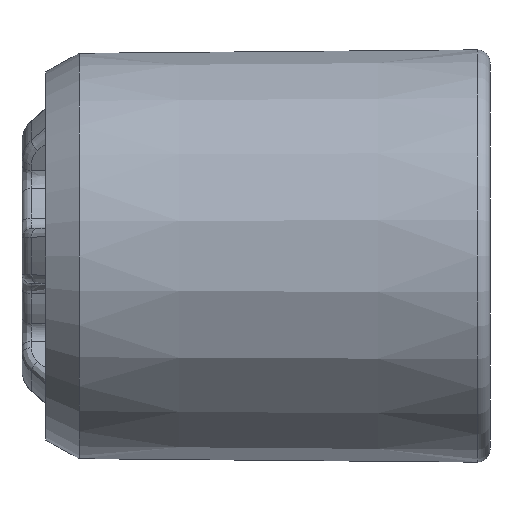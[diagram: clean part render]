
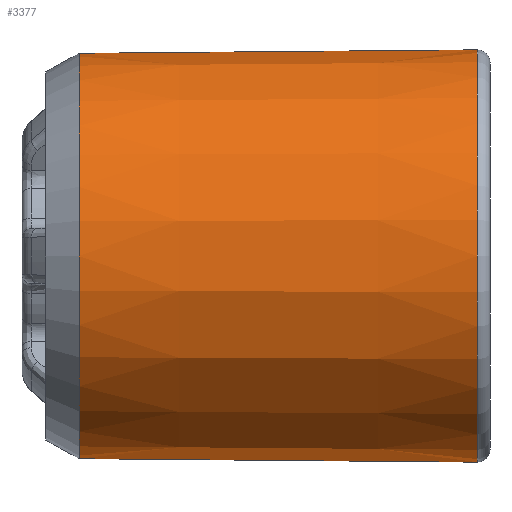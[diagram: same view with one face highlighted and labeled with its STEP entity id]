
A CAD part, left-side view. The second image highlights one B-rep face of the part: STEP entity #3377.
In plain terms, the highlighted conical face has half-angle 0.5 degrees and reference radius 12.883 mm.
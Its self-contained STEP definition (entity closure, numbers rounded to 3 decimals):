
#15=CARTESIAN_POINT('',(-275.,-378.276,251.34));
#16=DIRECTION('',(0.,1.,0.));
#17=DIRECTION('',(0.,0.,-1.));
#18=AXIS2_PLACEMENT_3D('',#15,#16,#17);
#793=CARTESIAN_POINT('',(-275.,-403.373,251.34));
#794=DIRECTION('',(0.,1.,0.));
#795=DIRECTION('',(0.,0.,-1.));
#796=AXIS2_PLACEMENT_3D('',#793,#794,#795);
#803=DIRECTION('',(0.,1.,-0.009));
#804=VECTOR('',#803,25.098);
#805=CARTESIAN_POINT('',(-275.,-403.373,264.333));
#806=LINE('',#805,#804);
#807=DIRECTION('',(0.,1.,0.009));
#808=VECTOR('',#807,25.098);
#809=CARTESIAN_POINT('',(-275.,-403.373,238.347));
#810=LINE('',#809,#808);
#2518=CARTESIAN_POINT('',(-275.,-378.276,
238.566));
#2519=VERTEX_POINT('',#2518);
#2520=CARTESIAN_POINT('',(-275.,-378.276,264.114));
#2521=VERTEX_POINT('',#2520);
#2522=CARTESIAN_POINT('',(-275.,-403.373,
238.347));
#2523=CARTESIAN_POINT('',(-275.,-403.373,264.333));
#2524=VERTEX_POINT('',#2522);
#2525=VERTEX_POINT('',#2523);
#3364=CARTESIAN_POINT('',(-275.,-390.825,251.34));
#3365=DIRECTION('',(0.,-1.,0.));
#3366=DIRECTION('',(0.,0.,1.));
#3367=AXIS2_PLACEMENT_3D('',#3364,#3365,#3366);
#3368=CONICAL_SURFACE('',#3367,12.883,0.5);
#3369=ORIENTED_EDGE('',*,*,#3354,.F.);
#3371=ORIENTED_EDGE('',*,*,#3370,.T.);
#3372=ORIENTED_EDGE('',*,*,#2555,.T.);
#3374=ORIENTED_EDGE('',*,*,#3373,.F.);
#3375=EDGE_LOOP('',(#3369,#3371,#3372,#3374));
#3376=FACE_OUTER_BOUND('',#3375,.F.);
#3377=ADVANCED_FACE('',(#3376),#3368,.T.);
#19=CIRCLE('',#18,12.774);
#797=CIRCLE('',#796,12.993);
#2555=EDGE_CURVE('',#2519,#2521,#19,.T.);
#3354=EDGE_CURVE('',#2524,#2525,#797,.T.);
#3370=EDGE_CURVE('',#2524,#2519,#810,.T.);
#3373=EDGE_CURVE('',#2525,#2521,#806,.T.);
